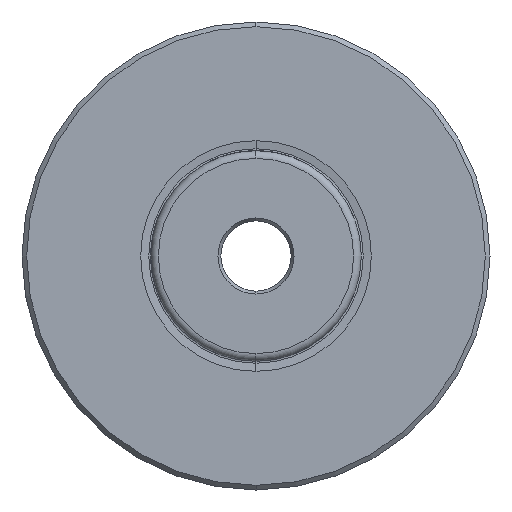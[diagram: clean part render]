
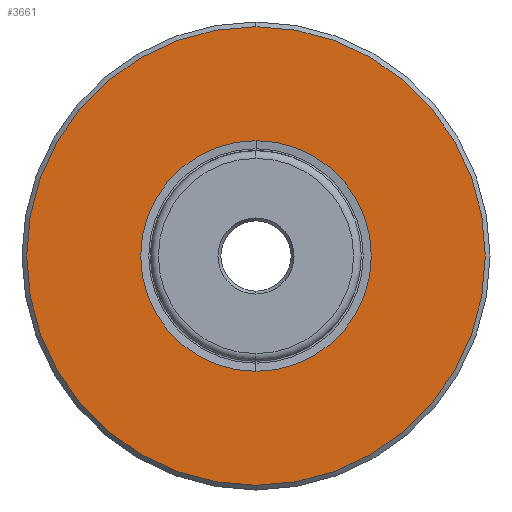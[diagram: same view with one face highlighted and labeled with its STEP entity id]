
A CAD part, left-side view. The second image highlights one B-rep face of the part: STEP entity #3661.
In plain terms, the highlighted planar face has unit normal (-1, 0, 0).
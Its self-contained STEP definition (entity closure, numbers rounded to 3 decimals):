
#16 = VERTEX_POINT ( 'NONE', #654 ) ;
#107 = AXIS2_PLACEMENT_3D ( 'NONE', #1275, #1268, #1267 ) ;
#112 = AXIS2_PLACEMENT_3D ( 'NONE', #1300, #1293, #1289 ) ;
#133 = CIRCLE ( 'NONE', #398, 19.715 ) ;
#156 = CARTESIAN_POINT ( 'NONE',  ( 0., 0., 0. ) ) ;
#317 = FACE_BOUND ( 'NONE', #1167, .T. ) ;
#398 = AXIS2_PLACEMENT_3D ( 'NONE', #156, #3205, #3215 ) ;
#417 = CIRCLE ( 'NONE', #421, 39.2 ) ;
#421 = AXIS2_PLACEMENT_3D ( 'NONE', #2200, #2228, #2261 ) ;
#654 = CARTESIAN_POINT ( 'NONE',  ( 0., 0., 39.2 ) ) ;
#734 = FACE_OUTER_BOUND ( 'NONE', #3289, .T. ) ;
#1146 = CARTESIAN_POINT ( 'NONE',  ( 0., 0., -39.2 ) ) ;
#1167 = EDGE_LOOP ( 'NONE', ( #1956, #1620 ) ) ;
#1257 = DIRECTION ( 'NONE',  ( 0., 0., -1. ) ) ;
#1267 = DIRECTION ( 'NONE',  ( 0., 0., 1. ) ) ;
#1268 = DIRECTION ( 'NONE',  ( -1., 0., 0. ) ) ;
#1273 = DIRECTION ( 'NONE',  ( 1., 0., 0. ) ) ;
#1275 = CARTESIAN_POINT ( 'NONE',  ( 0., 0., 0. ) ) ;
#1288 = CARTESIAN_POINT ( 'NONE',  ( 0., 19.715, 0. ) ) ;
#1289 = DIRECTION ( 'NONE',  ( 0., 0., 1. ) ) ;
#1293 = DIRECTION ( 'NONE',  ( -1., 0., 0. ) ) ;
#1299 = PLANE ( 'NONE',  #2836 ) ;
#1300 = CARTESIAN_POINT ( 'NONE',  ( 0., 0., 0. ) ) ;
#1429 = ORIENTED_EDGE ( 'NONE', *, *, #3283, .T. ) ;
#1514 = VERTEX_POINT ( 'NONE', #3613 ) ;
#1543 = EDGE_CURVE ( 'NONE', #16, #2028, #417, .T. ) ;
#1587 = EDGE_CURVE ( 'NONE', #1514, #2847, #133, .T. ) ;
#1620 = ORIENTED_EDGE ( 'NONE', *, *, #1587, .F. ) ;
#1663 = CARTESIAN_POINT ( 'NONE',  ( 0., 0., 19.715 ) ) ;
#1956 = ORIENTED_EDGE ( 'NONE', *, *, #3279, .F. ) ;
#2028 = VERTEX_POINT ( 'NONE', #1146 ) ;
#2033 = ORIENTED_EDGE ( 'NONE', *, *, #1543, .T. ) ;
#2200 = CARTESIAN_POINT ( 'NONE',  ( 0., 0., 0. ) ) ;
#2228 = DIRECTION ( 'NONE',  ( -1., 0., 0. ) ) ;
#2261 = DIRECTION ( 'NONE',  ( 0., 0., 1. ) ) ;
#2836 = AXIS2_PLACEMENT_3D ( 'NONE', #1288, #1273, #1257 ) ;
#2847 = VERTEX_POINT ( 'NONE', #1663 ) ;
#2990 = CIRCLE ( 'NONE', #107, 39.2 ) ;
#3205 = DIRECTION ( 'NONE',  ( -1., 0., 0. ) ) ;
#3215 = DIRECTION ( 'NONE',  ( 0., 0., 1. ) ) ;
#3279 = EDGE_CURVE ( 'NONE', #2847, #1514, #3414, .T. ) ;
#3283 = EDGE_CURVE ( 'NONE', #2028, #16, #2990, .T. ) ;
#3289 = EDGE_LOOP ( 'NONE', ( #1429, #2033 ) ) ;
#3414 = CIRCLE ( 'NONE', #112, 19.715 ) ;
#3613 = CARTESIAN_POINT ( 'NONE',  ( 0., 0., -19.715 ) ) ;
#3661 = ADVANCED_FACE ( 'NONE', ( #317, #734 ), #1299, .F. ) ;
